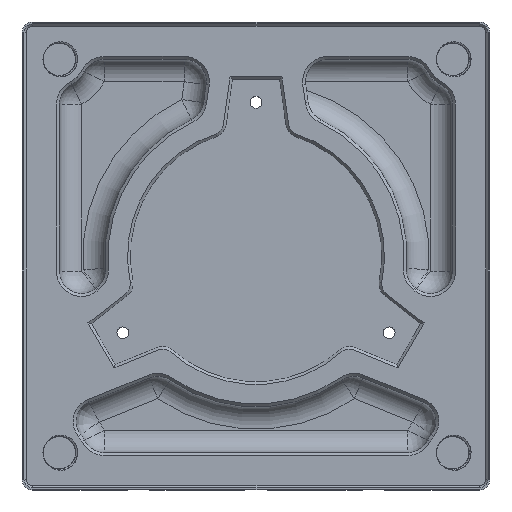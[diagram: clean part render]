
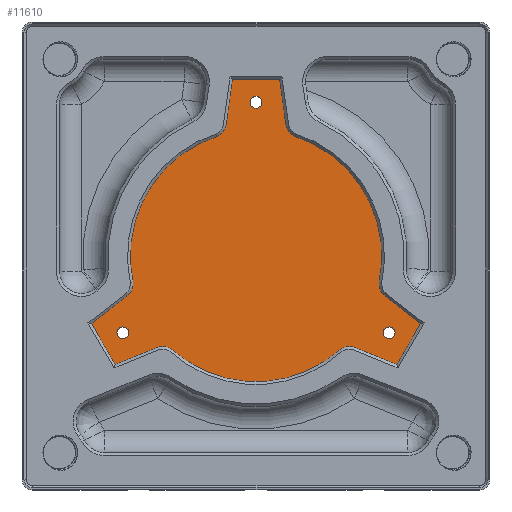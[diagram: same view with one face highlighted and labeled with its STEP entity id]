
A CAD part, top view. The second image highlights one B-rep face of the part: STEP entity #11610.
In plain terms, the highlighted planar face has unit normal (0, 0, 1).
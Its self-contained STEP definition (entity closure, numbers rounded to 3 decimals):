
#116=FACE_BOUND('',#1748,.T.);
#117=FACE_BOUND('',#1749,.T.);
#118=FACE_BOUND('',#1750,.T.);
#230=PLANE('',#12580);
#927=FACE_OUTER_BOUND('',#1747,.T.);
#1747=EDGE_LOOP('',(#8840,#8841,#8842,#8843,#8844,#8845,#8846,#8847,#8848,
#8849,#8850,#8851,#8852,#8853,#8854,#8855,#8856,#8857));
#1748=EDGE_LOOP('',(#8858));
#1749=EDGE_LOOP('',(#8859));
#1750=EDGE_LOOP('',(#8860));
#2545=CIRCLE('',#12566,5.721);
#2546=CIRCLE('',#12568,45.042);
#2547=CIRCLE('',#12570,5.721);
#2548=CIRCLE('',#12575,5.721);
#2549=CIRCLE('',#12577,2.117);
#2550=CIRCLE('',#12579,2.117);
#2551=CIRCLE('',#12581,45.042);
#2552=CIRCLE('',#12582,5.721);
#2553=CIRCLE('',#12583,5.721);
#2554=CIRCLE('',#12584,45.042);
#2555=CIRCLE('',#12585,5.721);
#2556=CIRCLE('',#12586,2.117);
#3333=LINE('',#40726,#4286);
#3336=LINE('',#40731,#4289);
#3341=LINE('',#40747,#4294);
#3343=LINE('',#40751,#4296);
#3345=LINE('',#40755,#4298);
#3349=LINE('',#40774,#4302);
#3350=LINE('',#40776,#4303);
#3351=LINE('',#40778,#4304);
#3352=LINE('',#40785,#4305);
#4286=VECTOR('',#14494,10.);
#4289=VECTOR('',#14499,10.);
#4294=VECTOR('',#14518,10.);
#4296=VECTOR('',#14522,10.);
#4298=VECTOR('',#14526,10.);
#4302=VECTOR('',#14548,10.);
#4303=VECTOR('',#14549,10.);
#4304=VECTOR('',#14550,10.);
#4305=VECTOR('',#14557,10.);
#5384=VERTEX_POINT('',#40723);
#5385=VERTEX_POINT('',#40725);
#5386=VERTEX_POINT('',#40729);
#5387=VERTEX_POINT('',#40733);
#5388=VERTEX_POINT('',#40737);
#5389=VERTEX_POINT('',#40741);
#5390=VERTEX_POINT('',#40745);
#5391=VERTEX_POINT('',#40749);
#5392=VERTEX_POINT('',#40753);
#5393=VERTEX_POINT('',#40757);
#5394=VERTEX_POINT('',#40761);
#5395=VERTEX_POINT('',#40765);
#5396=VERTEX_POINT('',#40769);
#5397=VERTEX_POINT('',#40771);
#5398=VERTEX_POINT('',#40773);
#5399=VERTEX_POINT('',#40775);
#5400=VERTEX_POINT('',#40777);
#5401=VERTEX_POINT('',#40779);
#5402=VERTEX_POINT('',#40781);
#5403=VERTEX_POINT('',#40783);
#5404=VERTEX_POINT('',#40786);
#6580=EDGE_CURVE('',#5384,#5385,#3333,.T.);
#6583=EDGE_CURVE('',#5386,#5384,#3336,.T.);
#6585=EDGE_CURVE('',#5387,#5386,#2545,.T.);
#6587=EDGE_CURVE('',#5388,#5387,#2546,.T.);
#6589=EDGE_CURVE('',#5389,#5388,#2547,.T.);
#6591=EDGE_CURVE('',#5390,#5389,#3341,.T.);
#6593=EDGE_CURVE('',#5391,#5390,#3343,.T.);
#6595=EDGE_CURVE('',#5392,#5391,#3345,.T.);
#6597=EDGE_CURVE('',#5393,#5392,#2548,.T.);
#6598=EDGE_CURVE('',#5394,#5394,#2549,.T.);
#6600=EDGE_CURVE('',#5395,#5395,#2550,.T.);
#6602=EDGE_CURVE('',#5396,#5393,#2551,.T.);
#6603=EDGE_CURVE('',#5397,#5396,#2552,.T.);
#6604=EDGE_CURVE('',#5398,#5397,#3349,.T.);
#6605=EDGE_CURVE('',#5399,#5398,#3350,.T.);
#6606=EDGE_CURVE('',#5400,#5399,#3351,.T.);
#6607=EDGE_CURVE('',#5401,#5400,#2553,.T.);
#6608=EDGE_CURVE('',#5402,#5401,#2554,.T.);
#6609=EDGE_CURVE('',#5403,#5402,#2555,.T.);
#6610=EDGE_CURVE('',#5385,#5403,#3352,.T.);
#6611=EDGE_CURVE('',#5404,#5404,#2556,.T.);
#8840=ORIENTED_EDGE('',*,*,#6585,.F.);
#8841=ORIENTED_EDGE('',*,*,#6587,.F.);
#8842=ORIENTED_EDGE('',*,*,#6589,.F.);
#8843=ORIENTED_EDGE('',*,*,#6591,.F.);
#8844=ORIENTED_EDGE('',*,*,#6593,.F.);
#8845=ORIENTED_EDGE('',*,*,#6595,.F.);
#8846=ORIENTED_EDGE('',*,*,#6597,.F.);
#8847=ORIENTED_EDGE('',*,*,#6602,.F.);
#8848=ORIENTED_EDGE('',*,*,#6603,.F.);
#8849=ORIENTED_EDGE('',*,*,#6604,.F.);
#8850=ORIENTED_EDGE('',*,*,#6605,.F.);
#8851=ORIENTED_EDGE('',*,*,#6606,.F.);
#8852=ORIENTED_EDGE('',*,*,#6607,.F.);
#8853=ORIENTED_EDGE('',*,*,#6608,.F.);
#8854=ORIENTED_EDGE('',*,*,#6609,.F.);
#8855=ORIENTED_EDGE('',*,*,#6610,.F.);
#8856=ORIENTED_EDGE('',*,*,#6580,.F.);
#8857=ORIENTED_EDGE('',*,*,#6583,.F.);
#8858=ORIENTED_EDGE('',*,*,#6600,.T.);
#8859=ORIENTED_EDGE('',*,*,#6598,.T.);
#8860=ORIENTED_EDGE('',*,*,#6611,.T.);
#11610=ADVANCED_FACE('',(#927,#116,#117,#118),#230,.F.);
#12566=AXIS2_PLACEMENT_3D('',#40735,#14503,#14504);
#12568=AXIS2_PLACEMENT_3D('',#40739,#14508,#14509);
#12570=AXIS2_PLACEMENT_3D('',#40743,#14513,#14514);
#12575=AXIS2_PLACEMENT_3D('',#40759,#14530,#14531);
#12577=AXIS2_PLACEMENT_3D('',#40762,#14534,#14535);
#12579=AXIS2_PLACEMENT_3D('',#40766,#14539,#14540);
#12580=AXIS2_PLACEMENT_3D('',#40768,#14542,#14543);
#12581=AXIS2_PLACEMENT_3D('',#40770,#14544,#14545);
#12582=AXIS2_PLACEMENT_3D('',#40772,#14546,#14547);
#12583=AXIS2_PLACEMENT_3D('',#40780,#14551,#14552);
#12584=AXIS2_PLACEMENT_3D('',#40782,#14553,#14554);
#12585=AXIS2_PLACEMENT_3D('',#40784,#14555,#14556);
#12586=AXIS2_PLACEMENT_3D('',#40787,#14558,#14559);
#14494=DIRECTION('',(1.,0.,0.));
#14499=DIRECTION('',(0.138,0.99,0.));
#14503=DIRECTION('center_axis',(0.,0.,1.));
#14504=DIRECTION('ref_axis',(0.431,-0.903,0.));
#14508=DIRECTION('center_axis',(0.,0.,-1.));
#14509=DIRECTION('ref_axis',(-1.,0.,0.));
#14513=DIRECTION('center_axis',(0.,0.,1.));
#14514=DIRECTION('ref_axis',(0.615,-0.789,0.));
#14518=DIRECTION('',(0.789,0.615,0.));
#14522=DIRECTION('',(-0.5,0.866,0.));
#14526=DIRECTION('',(-0.927,-0.376,0.));
#14530=DIRECTION('center_axis',(0.,0.,1.));
#14531=DIRECTION('ref_axis',(0.566,0.824,0.));
#14534=DIRECTION('center_axis',(0.,0.,-1.));
#14535=DIRECTION('ref_axis',(1.,0.,0.));
#14539=DIRECTION('center_axis',(0.,0.,-1.));
#14540=DIRECTION('ref_axis',(1.,0.,0.));
#14542=DIRECTION('center_axis',(0.,0.,-1.));
#14543=DIRECTION('ref_axis',(1.,0.,0.));
#14544=DIRECTION('center_axis',(0.,0.,-1.));
#14545=DIRECTION('ref_axis',(-1.,0.,0.));
#14546=DIRECTION('center_axis',(0.,0.,1.));
#14547=DIRECTION('ref_axis',(0.376,0.927,0.));
#14548=DIRECTION('',(-0.927,0.376,0.));
#14549=DIRECTION('',(-0.5,-0.866,0.));
#14550=DIRECTION('',(0.789,-0.615,0.));
#14551=DIRECTION('center_axis',(0.,0.,1.));
#14552=DIRECTION('ref_axis',(-0.997,0.078,0.));
#14553=DIRECTION('center_axis',(0.,0.,-1.));
#14554=DIRECTION('ref_axis',(-1.,0.,0.));
#14555=DIRECTION('center_axis',(0.,0.,1.));
#14556=DIRECTION('ref_axis',(-0.99,-0.138,0.));
#14557=DIRECTION('',(0.138,-0.99,0.));
#14558=DIRECTION('center_axis',(0.,0.,-1.));
#14559=DIRECTION('ref_axis',(1.,0.,0.));
#40723=CARTESIAN_POINT('',(75.286,146.873,8.));
#40725=CARTESIAN_POINT('',(92.214,146.873,8.));
#40726=CARTESIAN_POINT('',(79.518,146.873,8.));
#40729=CARTESIAN_POINT('',(73.069,130.972,8.));
#40731=CARTESIAN_POINT('',(69.943,108.541,8.));
#40733=CARTESIAN_POINT('',(69.867,126.599,8.));
#40735=CARTESIAN_POINT('Origin',(67.403,131.762,8.));
#40737=CARTESIAN_POINT('',(39.7,74.349,8.));
#40739=CARTESIAN_POINT('Origin',(83.75,83.75,8.));
#40741=CARTESIAN_POINT('',(37.514,69.389,8.));
#40743=CARTESIAN_POINT('Origin',(33.997,73.901,8.));
#40745=CARTESIAN_POINT('',(24.852,59.519,8.));
#40747=CARTESIAN_POINT('',(49.045,78.377,8.));
#40749=CARTESIAN_POINT('',(33.316,44.858,8.));
#40751=CARTESIAN_POINT('',(31.2,48.523,8.));
#40753=CARTESIAN_POINT('',(48.195,50.889,8.));
#40755=CARTESIAN_POINT('',(69.184,59.397,8.));
#40757=CARTESIAN_POINT('',(53.584,50.303,8.));
#40759=CARTESIAN_POINT('Origin',(50.344,45.588,8.));
#40761=CARTESIAN_POINT('',(129.273,56.245,8.));
#40762=CARTESIAN_POINT('Origin',(131.39,56.245,8.));
#40765=CARTESIAN_POINT('',(33.993,56.245,8.));
#40766=CARTESIAN_POINT('Origin',(36.11,56.245,8.));
#40768=CARTESIAN_POINT('Origin',(83.75,138.759,8.));
#40769=CARTESIAN_POINT('',(113.916,50.303,8.));
#40770=CARTESIAN_POINT('Origin',(83.75,83.75,8.));
#40771=CARTESIAN_POINT('',(119.305,50.889,8.));
#40772=CARTESIAN_POINT('Origin',(117.156,45.588,8.));
#40773=CARTESIAN_POINT('',(134.184,44.858,8.));
#40774=CARTESIAN_POINT('',(105.756,56.381,8.));
#40775=CARTESIAN_POINT('',(142.648,59.519,8.));
#40776=CARTESIAN_POINT('',(140.532,55.854,8.));
#40777=CARTESIAN_POINT('',(129.986,69.389,8.));
#40778=CARTESIAN_POINT('',(112.124,83.312,8.));
#40779=CARTESIAN_POINT('',(127.8,74.349,8.));
#40780=CARTESIAN_POINT('Origin',(133.503,73.901,8.));
#40781=CARTESIAN_POINT('',(97.633,126.599,8.));
#40782=CARTESIAN_POINT('Origin',(83.75,83.75,8.));
#40783=CARTESIAN_POINT('',(94.431,130.972,8.));
#40784=CARTESIAN_POINT('Origin',(100.097,131.762,8.));
#40785=CARTESIAN_POINT('',(96.449,116.492,8.));
#40786=CARTESIAN_POINT('',(81.633,138.759,8.));
#40787=CARTESIAN_POINT('Origin',(83.75,138.759,8.));
